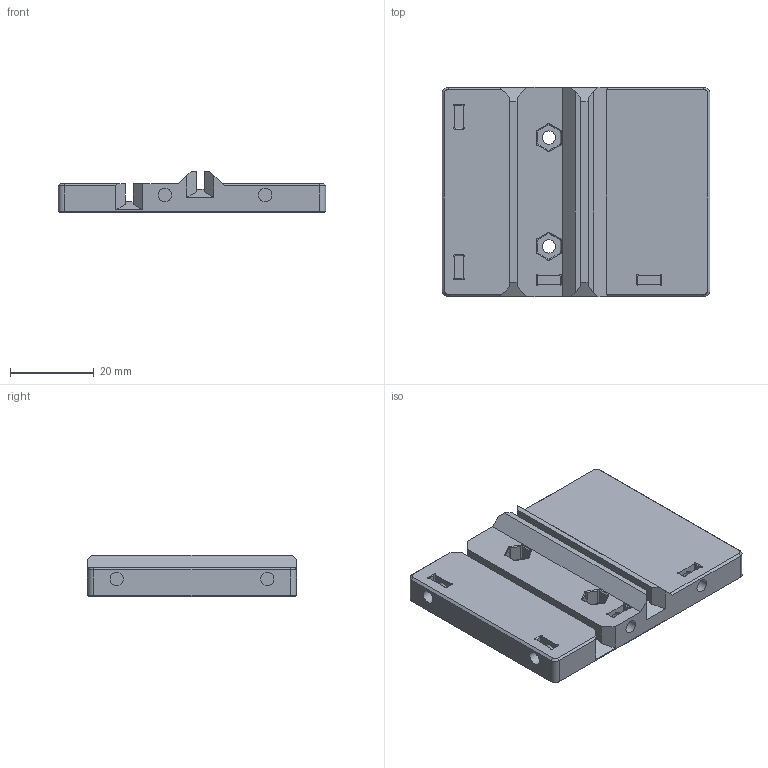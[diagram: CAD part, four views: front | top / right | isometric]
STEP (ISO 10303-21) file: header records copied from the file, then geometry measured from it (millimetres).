
FILE_DESCRIPTION(/* description */ (''),/* implementation_level */ '2;1');
FILE_NAME(/* name */ 'electronics-case-rail-r_R.stp',/* time_stamp */ '2024-01-26T09:46:26+01:00',/* author */ ('Mikuláček'),/* organization */ (''),/* preprocessor_version */ 'ST-DEVELOPER v19.2',/* originating_system */ 'Autodesk Inventor 2023',/* authorisation */ '');
FILE_SCHEMA (('AUTOMOTIVE_DESIGN { 1 0 10303 214 3 1 1 }'));
Length unit declared in the file: millimetre
Products named in the file (1): electronics-case-rail-r
Bounding box: 64 x 50 x 10 mm (x, y, z)
Volume: 21816.4 mm3; surface area: 9614.4 mm2
Topology: 1 solids, 1 shells, 206 faces, 549 edges, 360 vertices
Faces by surface type: plane 131, cylinder 42, bspline 23, cone 10
Full cylindrical faces by diameter (mm): 3.2 x10
Entity records: 6588 total; most frequent: CARTESIAN_POINT 1415, ORIENTED_EDGE 1098, DIRECTION 1005, EDGE_CURVE 549, LINE 369, VECTOR 369, VERTEX_POINT 360, AXIS2_PLACEMENT_3D 318
